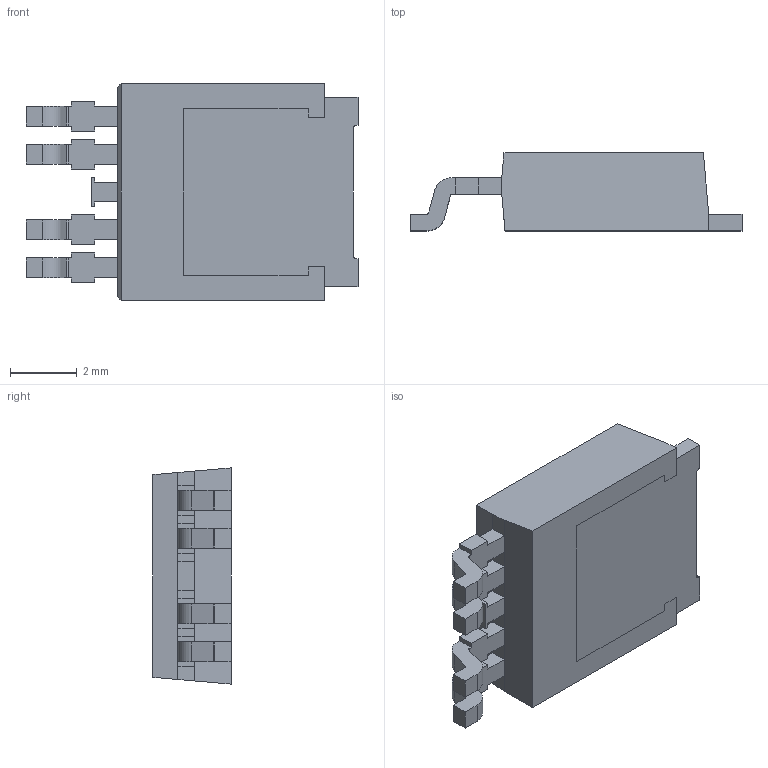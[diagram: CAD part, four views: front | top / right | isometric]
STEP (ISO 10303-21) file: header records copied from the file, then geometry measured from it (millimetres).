
FILE_DESCRIPTION (( 'STEP AP214' ), '1' );
FILE_NAME ('BTS6143D.STEP', '2023-04-04T02:08:13', ( '' ), ( '' ), 'SwSTEP 2.0', 'SolidWorks 2021', '' );
FILE_SCHEMA (( 'AUTOMOTIVE_DESIGN' ));
Length unit declared in the file: millimetre
Products named in the file (1): BTS6143D
Bounding box: 9.98 x 2.35 x 6.5 mm (x, y, z)
Volume: 97.9 mm3; surface area: 242.1 mm2
Topology: 7 solids, 7 shells, 139 faces, 370 edges, 246 vertices
Faces by surface type: plane 119, cylinder 20
Entity records: 4356 total; most frequent: CARTESIAN_POINT 756, ORIENTED_EDGE 740, DIRECTION 690, EDGE_CURVE 370, LINE 330, VECTOR 330, VERTEX_POINT 246, AXIS2_PLACEMENT_3D 180
